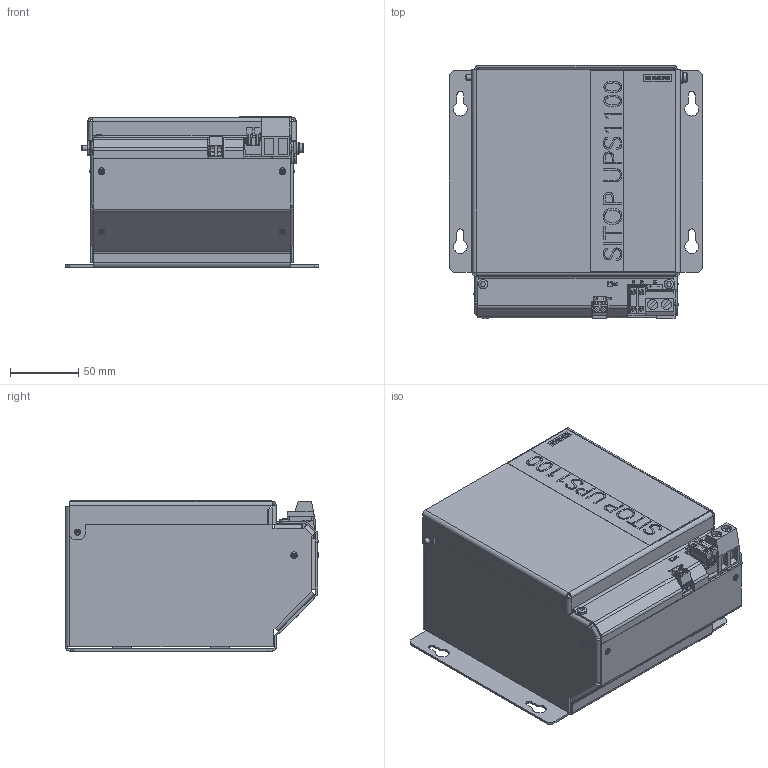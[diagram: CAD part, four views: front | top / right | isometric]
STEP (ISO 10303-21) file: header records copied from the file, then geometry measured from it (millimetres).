
FILE_DESCRIPTION( ( 'Unknown' ), '1' );
FILE_NAME( '6ep41340gb000ay0_001_stp.stp', 'Unknown', ( 'Unknown' ), ( 'Unknown' ), 'PSStep 14.0', 'Unknown', ' ' );
FILE_SCHEMA( ( 'AUTOMOTIVE_DESIGN { 1 0 10303 214 1 1 1 1 }' ) );
Length unit declared in the file: millimetre
Products named in the file (6): Assem1; 6ep41340gb000ay0_001
Assembly tree (5 placements, depth 2):
  Assem1
    6ep41340gb000ay0_001
    6ep41340gb000ay0_001
    6ep41340gb000ay0_001
    6ep41340gb000ay0_001
    6ep41340gb000ay0_001
Bounding box: 186 x 186 x 110.31 mm (x, y, z)
Volume: 217739.6 mm3; surface area: 277883.3 mm2
Topology: 5 solids, 12 shells, 1427 faces, 3683 edges, 2395 vertices
Faces by surface type: plane 1036, cylinder 279, extrusion 75, cone 16, sphere 11, bspline 7, torus 3
Full cylindrical faces by diameter (mm): 1 x4, 1.1 x6, 1.2 x15, 1.5 x5, 1.6 x4, 1.7 x8, 1.9 x1, 2.7 x8, 2.8 x7, 3 x8, 3.14 x1, 3.2 x15, 3.3 x4, 3.5 x2, 3.7 x1, 4 x6, 4.1 x1, 4.105 x1, 4.22 x2, 4.25 x2, 4.3 x1, 4.5 x1, 5.38 x1, 5.4 x1, 6 x3, 6.3 x2, 6.4 x1, 6.5 x1, 6.9 x2, 7 x1
Entity records: 57630 total; most frequent: CARTESIAN_POINT 10418, ORIENTED_EDGE 6918, DIRECTION 6760, EDGE_CURVE 3459, VECTOR 2718, LINE 2643, VERTEX_POINT 2339, AXIS2_PLACEMENT_3D 2021
